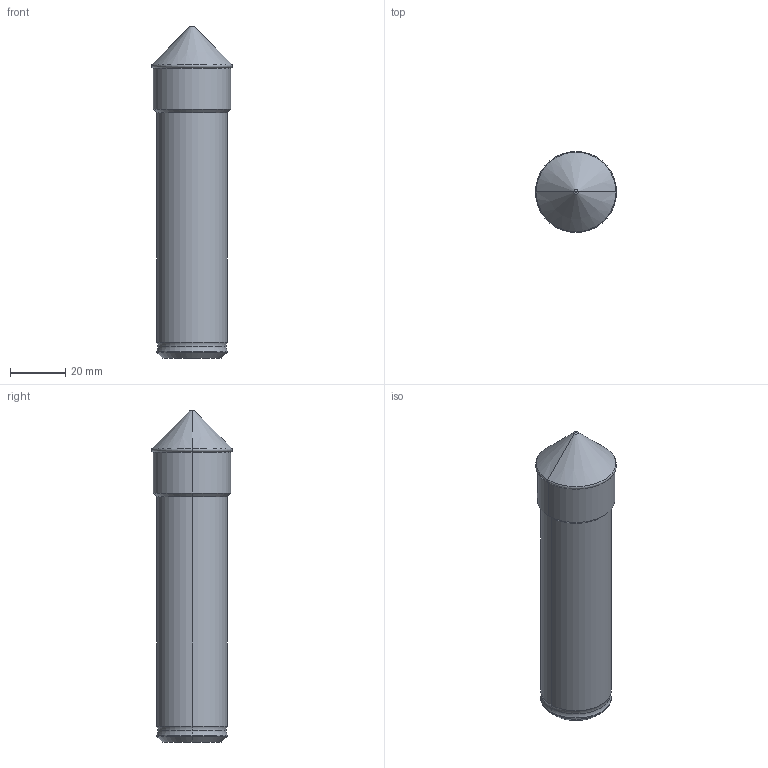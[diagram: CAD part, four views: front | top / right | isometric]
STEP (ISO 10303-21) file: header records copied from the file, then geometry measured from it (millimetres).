
FILE_DESCRIPTION (( 'STEP AP214' ), '1' );
FILE_NAME ('99616-1-CT28.STEP', '2017-01-03T09:57:07', ( 'User' ), ( 'GENUINE' ), 'SwSTEP 2.0', 'SolidWorks 2012', '' );
FILE_SCHEMA (( 'AUTOMOTIVE_DESIGN' ));
Length unit declared in the file: millimetre
Products named in the file (1): 99616-1-CT28
Bounding box: 29.28 x 29.28 x 120 mm (x, y, z)
Volume: 58619.2 mm3; surface area: 10025.7 mm2
Topology: 1 solids, 1 shells, 24 faces, 46 edges, 24 vertices
Faces by surface type: torus 8, cone 8, cylinder 6, plane 2
Entity records: 713 total; most frequent: DIRECTION 128, CARTESIAN_POINT 95, ORIENTED_EDGE 92, AXIS2_PLACEMENT_3D 57, EDGE_CURVE 46, CIRCLE 32, VERTEX_POINT 24, EDGE_LOOP 24
